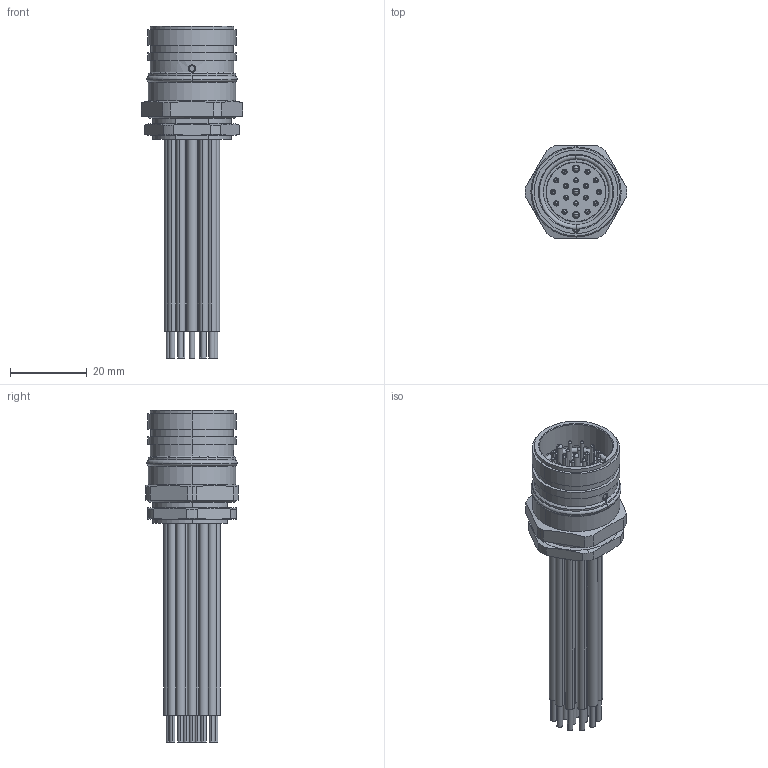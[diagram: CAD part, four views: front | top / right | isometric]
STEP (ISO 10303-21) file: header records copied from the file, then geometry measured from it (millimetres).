
FILE_DESCRIPTION((''),'2;1');
FILE_NAME('244420_SM01_ASM','2024-09-16T13:35:43',('banengservice'),('BANNER ENGINEERING'),'CREO PARAMETRIC BY PTC INC, 2022414','CREO PARAMETRIC BY PTC INC, 2022414','');
FILE_SCHEMA(('CONFIG_CONTROL_DESIGN'));
Length unit declared in the file: millimetre
Products named in the file (6): 244420_EP03; 244420_EP01; 244420_EP02; 244420_EP04; 244420_EP05; 244420_SM01_ASM
Assembly tree (5 placements, depth 2):
  244420_SM01_ASM
    244420_EP03
    244420_EP01
    244420_EP02
    244420_EP04
    244420_EP05
Bounding box: 26.5 x 24 x 86.5 mm (x, y, z)
Volume: 14417.4 mm3; surface area: 14263.2 mm2
Topology: 5 solids, 5 shells, 447 faces, 938 edges, 582 vertices
Faces by surface type: cylinder 236, plane 108, cone 53, bspline 38, torus 12
Entity records: 13269 total; most frequent: CARTESIAN_POINT 3200, DIRECTION 2348, ORIENTED_EDGE 1876, AXIS2_PLACEMENT_3D 1018, EDGE_CURVE 938, CIRCLE 598, VERTEX_POINT 582, EDGE_LOOP 536
